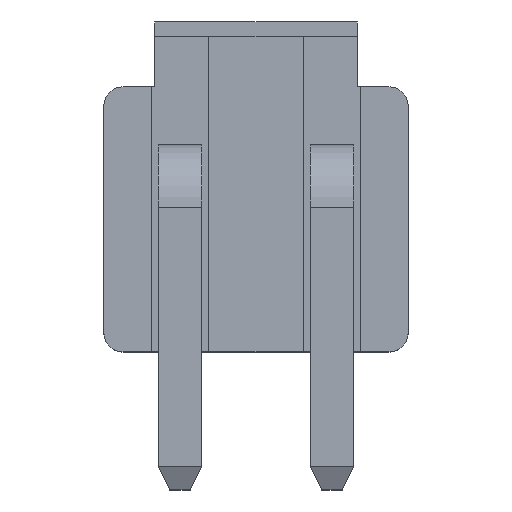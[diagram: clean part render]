
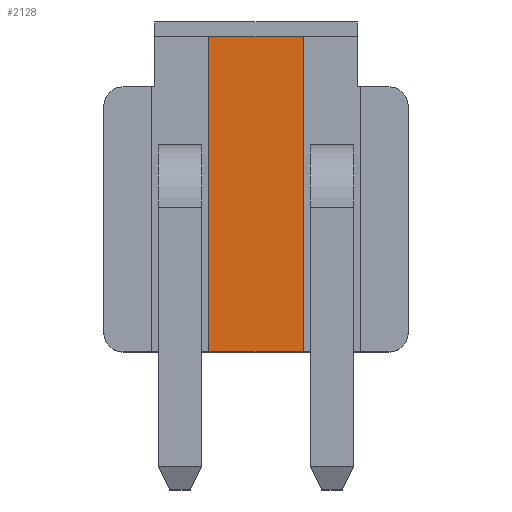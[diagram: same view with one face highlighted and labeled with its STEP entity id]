
A CAD part, top view. The second image highlights one B-rep face of the part: STEP entity #2128.
In plain terms, the highlighted face is planar.
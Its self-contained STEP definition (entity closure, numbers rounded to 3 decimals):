
#69 = VERTEX_POINT ( 'NONE', #750 ) ;
#77 = CARTESIAN_POINT ( 'NONE',  ( -1.23, 0., 8.21 ) ) ;
#82 = EDGE_CURVE ( 'NONE', #1332, #567, #1612, .T. ) ;
#101 = AXIS2_PLACEMENT_3D ( 'NONE', #285, #463, #1273 ) ;
#126 = EDGE_LOOP ( 'NONE', ( #1039, #2053, #305, #2017 ) ) ;
#132 = VECTOR ( 'NONE', #682, 1000. ) ;
#170 = VECTOR ( 'NONE', #230, 1000. ) ;
#230 = DIRECTION ( 'NONE',  ( 0., 0., 1. ) ) ;
#249 = LINE ( 'NONE', #421, #2074 ) ;
#285 = CARTESIAN_POINT ( 'NONE',  ( 3.46, 0., 0.5 ) ) ;
#305 = ORIENTED_EDGE ( 'NONE', *, *, #82, .T. ) ;
#329 = CARTESIAN_POINT ( 'NONE',  ( 3.46, 0., 0. ) ) ;
#341 = LINE ( 'NONE', #329, #132 ) ;
#421 = CARTESIAN_POINT ( 'NONE',  ( -2.63, 0., 8.21 ) ) ;
#427 = CARTESIAN_POINT ( 'NONE',  ( -1.23, 0., -3.6 ) ) ;
#463 = DIRECTION ( 'NONE',  ( 0., 1., 0. ) ) ;
#567 = VERTEX_POINT ( 'NONE', #77 ) ;
#682 = DIRECTION ( 'NONE',  ( -1., 0., 0. ) ) ;
#737 = LINE ( 'NONE', #1566, #170 ) ;
#750 = CARTESIAN_POINT ( 'NONE',  ( 1.23, 0., 0. ) ) ;
#853 = EDGE_CURVE ( 'NONE', #69, #1332, #341, .T. ) ;
#907 = DIRECTION ( 'NONE',  ( 1., 0., 0. ) ) ;
#1039 = ORIENTED_EDGE ( 'NONE', *, *, #2137, .F. ) ;
#1100 = FACE_OUTER_BOUND ( 'NONE', #126, .T. ) ;
#1116 = CARTESIAN_POINT ( 'NONE',  ( 1.23, 0., 8.21 ) ) ;
#1158 = VERTEX_POINT ( 'NONE', #1116 ) ;
#1273 = DIRECTION ( 'NONE',  ( -1., 0., 0. ) ) ;
#1332 = VERTEX_POINT ( 'NONE', #1954 ) ;
#1566 = CARTESIAN_POINT ( 'NONE',  ( 1.23, 0., -3.6 ) ) ;
#1593 = PLANE ( 'NONE',  #101 ) ;
#1612 = LINE ( 'NONE', #427, #1963 ) ;
#1725 = DIRECTION ( 'NONE',  ( 0., 0., 1. ) ) ;
#1924 = EDGE_CURVE ( 'NONE', #567, #1158, #249, .T. ) ;
#1954 = CARTESIAN_POINT ( 'NONE',  ( -1.23, 0., 0. ) ) ;
#1963 = VECTOR ( 'NONE', #1725, 1000. ) ;
#2017 = ORIENTED_EDGE ( 'NONE', *, *, #1924, .T. ) ;
#2053 = ORIENTED_EDGE ( 'NONE', *, *, #853, .T. ) ;
#2074 = VECTOR ( 'NONE', #907, 1000. ) ;
#2128 = ADVANCED_FACE ( 'NONE', ( #1100 ), #1593, .T. ) ;
#2137 = EDGE_CURVE ( 'NONE', #69, #1158, #737, .T. ) ;
